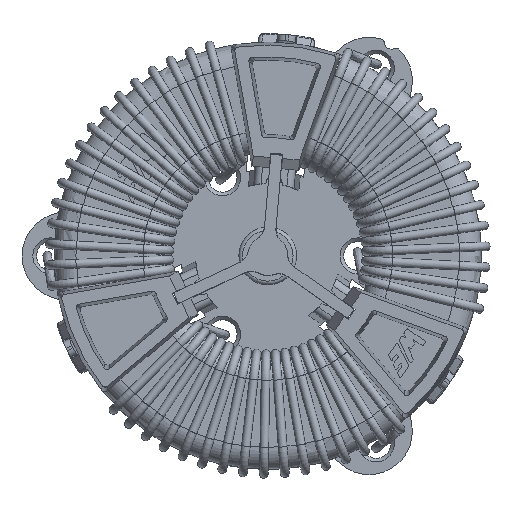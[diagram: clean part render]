
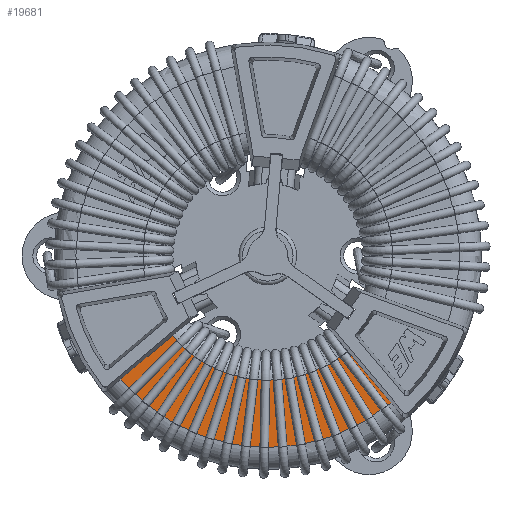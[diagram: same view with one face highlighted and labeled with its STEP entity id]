
A CAD part, top view. The second image highlights one B-rep face of the part: STEP entity #19681.
In plain terms, the highlighted face is planar.
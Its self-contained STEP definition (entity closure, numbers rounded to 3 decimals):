
#1588=CIRCLE('',#26514,17.25);
#1589=CIRCLE('',#26516,26.55);
#4338=ORIENTED_EDGE('',*,*,#8621,.F.);
#4339=ORIENTED_EDGE('',*,*,#8942,.F.);
#4340=ORIENTED_EDGE('',*,*,#8938,.F.);
#4341=ORIENTED_EDGE('',*,*,#8941,.F.);
#8621=EDGE_CURVE('',#10845,#11177,#13054,.T.);
#8938=EDGE_CURVE('',#11354,#11089,#13193,.T.);
#8941=EDGE_CURVE('',#11177,#11354,#1588,.T.);
#8942=EDGE_CURVE('',#11089,#10845,#1589,.T.);
#10845=VERTEX_POINT('',#34817);
#11089=VERTEX_POINT('',#35580);
#11177=VERTEX_POINT('',#36048);
#11354=VERTEX_POINT('',#37779);
#13054=LINE('',#36047,#14381);
#13193=LINE('',#37778,#14520);
#14381=VECTOR('',#29518,1000.);
#14520=VECTOR('',#30125,1000.);
#15674=EDGE_LOOP('',(#4338,#4339,#4340,#4341));
#17474=FACE_BOUND('',#15674,.T.);
#19048=PLANE('',#26515);
#19681=ADVANCED_FACE('',(#17474),#19048,.F.);
#26514=AXIS2_PLACEMENT_3D('',#37784,#30133,#30134);
#26515=AXIS2_PLACEMENT_3D('',#37785,#30135,#30136);
#26516=AXIS2_PLACEMENT_3D('',#37786,#30137,#30138);
#29518=DIRECTION('',(0.766,0.,-0.643));
#30125=DIRECTION('',(0.643,0.,0.766));
#30133=DIRECTION('',(0.,1.,0.));
#30134=DIRECTION('',(-0.766,0.,0.643));
#30135=DIRECTION('',(0.,-1.,0.));
#30136=DIRECTION('',(0.819,0.,0.574));
#30137=DIRECTION('',(0.,-1.,0.));
#30138=DIRECTION('',(0.643,0.,0.766));
#34817=CARTESIAN_POINT('',(-20.338,27.5,17.066));
#35580=CARTESIAN_POINT('',(17.066,27.5,20.338));
#36047=CARTESIAN_POINT('',(-20.338,27.5,17.066));
#36048=CARTESIAN_POINT('',(-13.214,27.5,11.088));
#37778=CARTESIAN_POINT('',(11.088,27.5,13.214));
#37779=CARTESIAN_POINT('',(11.088,27.5,13.214));
#37784=CARTESIAN_POINT('',(0.,27.5,0.));
#37785=CARTESIAN_POINT('',(0.,27.5,0.));
#37786=CARTESIAN_POINT('',(0.,27.5,0.));
